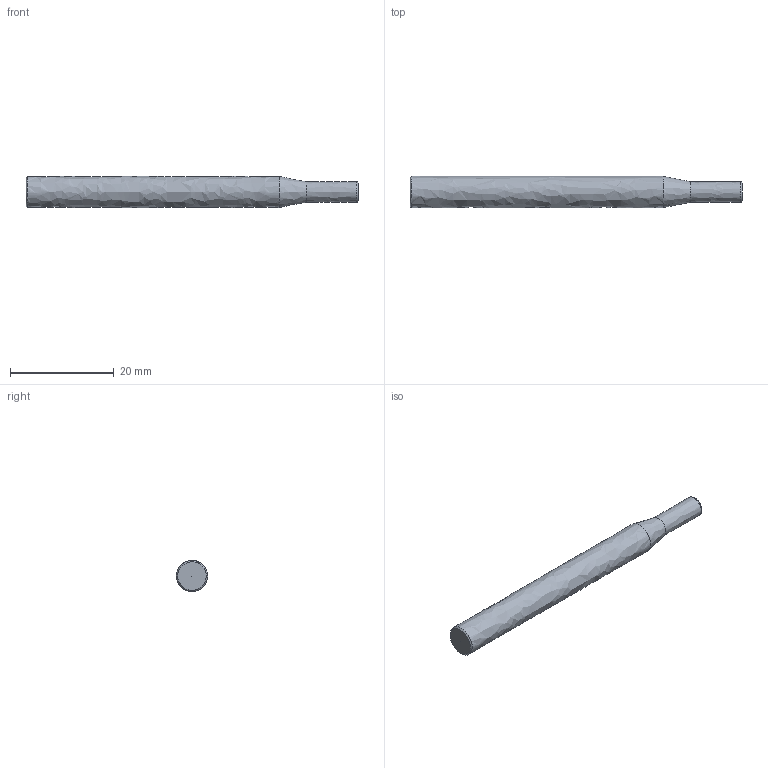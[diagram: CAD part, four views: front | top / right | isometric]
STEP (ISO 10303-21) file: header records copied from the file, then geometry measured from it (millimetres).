
FILE_DESCRIPTION ((), '1');
FILE_NAME ('VMH 04-0_3R.STP', '2020-04-18T10:08:20', ('Unknown'), ('M.A.FORD Europe Ltd'), 'OneCNC-XR7 Mill 3D Expert', 'OneCNC-XR7 Mill 3D Expert', '');
FILE_SCHEMA (('CONFIG_CONTROL_DESIGN'));
Length unit declared in the file: millimetre
Bounding box: 64 x 6 x 6 mm (x, y, z)
Volume: 1608.4 mm3; surface area: 1165.2 mm2
Topology: 1 solids, 1 shells, 7 faces, 15 edges, 8 vertices
Faces by surface type: bspline 7
Entity records: 1156 total; most frequent: CARTESIAN_POINT 983, ORIENTED_EDGE 26, EDGE_CURVE 13, B_SPLINE_CURVE_WITH_KNOTS 9, VERTEX_POINT 8, PERSON 8, ORGANIZATION 8, PERSON_AND_ORGANIZATION 8
